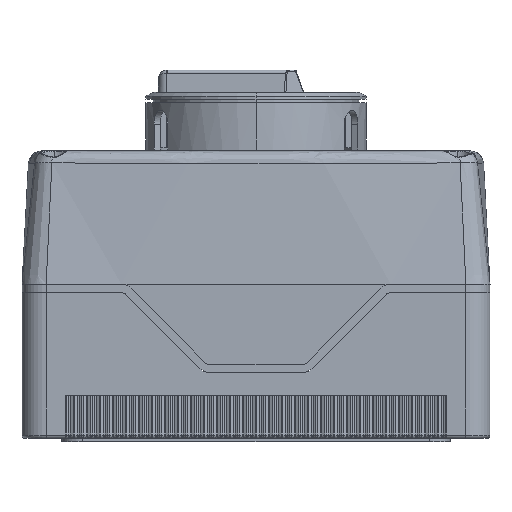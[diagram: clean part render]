
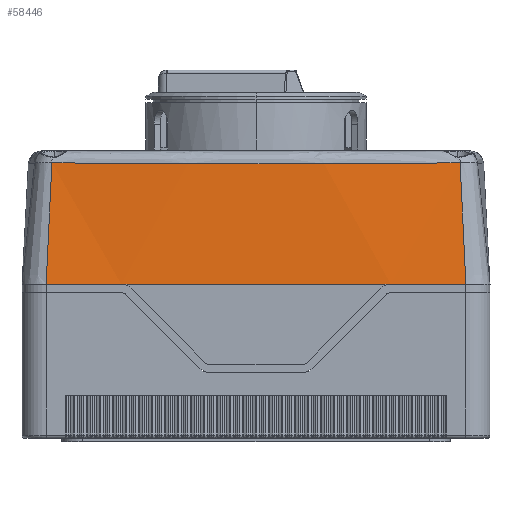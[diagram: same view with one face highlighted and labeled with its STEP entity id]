
A CAD part, left-side view. The second image highlights one B-rep face of the part: STEP entity #58446.
In plain terms, the highlighted free-form (B-spline) face has degree [3, 3] with [6, 4] control points.
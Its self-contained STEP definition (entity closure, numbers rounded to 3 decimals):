
#1048=CARTESIAN_POINT('',(-40.889,59.045,62.795));
#1106=CARTESIAN_POINT('',(-40.889,-59.042,
62.795));
#1702=CARTESIAN_POINT('',(-40.889,-59.042,
62.795));
#1703=CARTESIAN_POINT('',(-41.108,-59.175,
61.029));
#1704=CARTESIAN_POINT('',(-41.776,-59.523,
55.639));
#1705=CARTESIAN_POINT('',(-42.895,-59.86,
46.591));
#1706=CARTESIAN_POINT('',(-43.987,-60.141,
37.488));
#1707=CARTESIAN_POINT('',(-44.726,-60.47,
31.188));
#1708=CARTESIAN_POINT('',(-45.036,-60.665,
28.527));
#1709=CARTESIAN_POINT('',(-45.135,-60.731,
27.677));
#1714=CARTESIAN_POINT('',(-45.135,-60.731,
27.677));
#1715=CARTESIAN_POINT('',(-45.135,-53.478,
27.677));
#1716=CARTESIAN_POINT('',(-45.135,-46.225,
27.677));
#1717=CARTESIAN_POINT('',(-45.135,-38.972,
27.677));
#1722=CARTESIAN_POINT('',(-45.135,-38.972,
27.677));
#1723=CARTESIAN_POINT('',(-45.135,-38.418,
27.677));
#1724=CARTESIAN_POINT('',(-45.135,-37.864,
27.677));
#1725=CARTESIAN_POINT('',(-45.135,-37.311,
27.677));
#1730=CARTESIAN_POINT('',(-45.135,-37.311,
27.677));
#1731=CARTESIAN_POINT('',(-45.135,-12.436,
27.678));
#1732=CARTESIAN_POINT('',(-45.135,12.438,27.678));
#1733=CARTESIAN_POINT('',(-45.135,37.313,27.677));
#1738=CARTESIAN_POINT('',(-45.135,37.313,27.677));
#1739=CARTESIAN_POINT('',(-45.135,37.867,27.677));
#1740=CARTESIAN_POINT('',(-45.135,38.421,27.677));
#1741=CARTESIAN_POINT('',(-45.135,38.974,27.677));
#1746=CARTESIAN_POINT('',(-45.135,38.974,27.677));
#1747=CARTESIAN_POINT('',(-45.135,46.228,27.677));
#1748=CARTESIAN_POINT('',(-45.135,53.481,27.677));
#1749=CARTESIAN_POINT('',(-45.135,60.734,27.677));
#1754=CARTESIAN_POINT('',(-45.135,60.734,27.677));
#1755=CARTESIAN_POINT('',(-45.036,60.667,28.527));
#1756=CARTESIAN_POINT('',(-44.726,60.473,31.188));
#1757=CARTESIAN_POINT('',(-43.987,60.147,37.487));
#1758=CARTESIAN_POINT('',(-42.895,59.867,46.59));
#1759=CARTESIAN_POINT('',(-41.776,59.529,55.638));
#1760=CARTESIAN_POINT('',(-41.107,59.179,61.029));
#1761=CARTESIAN_POINT('',(-40.889,59.045,62.795));
#1766=CARTESIAN_POINT('',(-40.889,59.045,62.795));
#1767=CARTESIAN_POINT('',(-41.704,49.225,62.695));
#1768=CARTESIAN_POINT('',(-42.911,29.559,62.542));
#1769=CARTESIAN_POINT('',(-43.51,0.003,
62.465));
#1770=CARTESIAN_POINT('',(-42.911,-29.553,
62.542));
#1771=CARTESIAN_POINT('',(-41.704,-49.22,
62.695));
#1772=CARTESIAN_POINT('',(-40.889,-59.042,
62.795));
#48544=VERTEX_POINT('',#1048);
#48547=VERTEX_POINT('',#1106);
#48591=VERTEX_POINT('',#1754);
#48592=VERTEX_POINT('',#1709);
#48593=VERTEX_POINT('',#1717);
#48594=VERTEX_POINT('',#1725);
#48595=VERTEX_POINT('',#1733);
#48596=VERTEX_POINT('',#1741);
#58405=CARTESIAN_POINT('',(-45.224,65.453,
26.975));
#58406=CARTESIAN_POINT('',(-43.684,64.076,
39.149));
#58407=CARTESIAN_POINT('',(-42.144,62.699,
51.323));
#58408=CARTESIAN_POINT('',(-40.604,61.322,
63.498));
#58409=CARTESIAN_POINT('',(-45.222,64.614,
26.975));
#58410=CARTESIAN_POINT('',(-43.706,63.255,
39.149));
#58411=CARTESIAN_POINT('',(-42.189,61.896,
51.323));
#58412=CARTESIAN_POINT('',(-40.672,60.538,
63.498));
#58413=CARTESIAN_POINT('',(-45.156,21.819,
26.975));
#58414=CARTESIAN_POINT('',(-44.795,21.392,
39.149));
#58415=CARTESIAN_POINT('',(-44.434,20.965,
51.323));
#58416=CARTESIAN_POINT('',(-44.074,20.538,
63.498));
#58417=CARTESIAN_POINT('',(-45.156,-21.815,
26.975));
#58418=CARTESIAN_POINT('',(-44.795,-21.388,
39.149));
#58419=CARTESIAN_POINT('',(-44.434,-20.961,
51.323));
#58420=CARTESIAN_POINT('',(-44.074,-20.534,
63.498));
#58421=CARTESIAN_POINT('',(-45.222,-64.611,
26.975));
#58422=CARTESIAN_POINT('',(-43.706,-63.252,
39.149));
#58423=CARTESIAN_POINT('',(-42.189,-61.893,
51.323));
#58424=CARTESIAN_POINT('',(-40.672,-60.534,
63.498));
#58425=CARTESIAN_POINT('',(-45.224,-65.45,
26.975));
#58426=CARTESIAN_POINT('',(-43.684,-64.072,
39.149));
#58427=CARTESIAN_POINT('',(-42.144,-62.695,
51.323));
#58428=CARTESIAN_POINT('',(-40.604,-61.318,
63.498));
#58429=B_SPLINE_SURFACE_WITH_KNOTS('',3,3,((#58405,#58406,#58407,#58408),
(#58409,#58410,#58411,#58412),(#58413,#58414,#58415,#58416),(#58417,#58418,
#58419,#58420),(#58421,#58422,#58423,#58424),(#58425,#58426,#58427,#58428)),
.UNSPECIFIED.,.F.,.F.,.F.,(4,1,1,4),(4,4),(-0.02,0.,1.,1.02),(
0.,1.),.UNSPECIFIED.);
#58431=ORIENTED_EDGE('',*,*,#58430,.T.);
#58433=ORIENTED_EDGE('',*,*,#58432,.T.);
#58435=ORIENTED_EDGE('',*,*,#58434,.T.);
#58437=ORIENTED_EDGE('',*,*,#58436,.T.);
#58439=ORIENTED_EDGE('',*,*,#58438,.T.);
#58441=ORIENTED_EDGE('',*,*,#58440,.T.);
#58442=ORIENTED_EDGE('',*,*,#58395,.T.);
#58443=ORIENTED_EDGE('',*,*,#56417,.T.);
#58444=EDGE_LOOP('',(#58431,#58433,#58435,#58437,#58439,#58441,#58442,#58443));
#58445=FACE_OUTER_BOUND('',#58444,.F.);
#1710=B_SPLINE_CURVE_WITH_KNOTS('',3,(#1702,#1703,#1704,#1705,#1706,#1707,#1708,
#1709),.UNSPECIFIED.,.F.,.F.,(4,1,1,1,1,4),(0.,0.152,
0.462,0.772,0.927,1.),.UNSPECIFIED.);
#1718=B_SPLINE_CURVE_WITH_KNOTS('',3,(#1714,#1715,#1716,#1717),.UNSPECIFIED.,
.F.,.F.,(4,4),(0.,1.),.UNSPECIFIED.);
#1726=B_SPLINE_CURVE_WITH_KNOTS('',3,(#1722,#1723,#1724,#1725),.UNSPECIFIED.,
.F.,.F.,(4,4),(0.,1.),.UNSPECIFIED.);
#1734=B_SPLINE_CURVE_WITH_KNOTS('',3,(#1730,#1731,#1732,#1733),.UNSPECIFIED.,
.F.,.F.,(4,4),(0.,1.),.UNSPECIFIED.);
#1742=B_SPLINE_CURVE_WITH_KNOTS('',3,(#1738,#1739,#1740,#1741),.UNSPECIFIED.,
.F.,.F.,(4,4),(0.,1.),.UNSPECIFIED.);
#1750=B_SPLINE_CURVE_WITH_KNOTS('',3,(#1746,#1747,#1748,#1749),.UNSPECIFIED.,
.F.,.F.,(4,4),(0.,1.),.UNSPECIFIED.);
#1762=B_SPLINE_CURVE_WITH_KNOTS('',3,(#1754,#1755,#1756,#1757,#1758,#1759,#1760,
#1761),.UNSPECIFIED.,.F.,.F.,(4,1,1,1,1,4),(0.,0.073,
0.228,0.538,0.848,1.),.UNSPECIFIED.);
#1773=B_SPLINE_CURVE_WITH_KNOTS('',3,(#1766,#1767,#1768,#1769,#1770,#1771,
#1772),.UNSPECIFIED.,.F.,.F.,(4,1,1,1,4),(0.,0.25,
0.5,0.75,1.),.UNSPECIFIED.);
#56417=EDGE_CURVE('',#48544,#48547,#1773,.T.);
#58395=EDGE_CURVE('',#48591,#48544,#1762,.T.);
#58430=EDGE_CURVE('',#48547,#48592,#1710,.T.);
#58432=EDGE_CURVE('',#48592,#48593,#1718,.T.);
#58434=EDGE_CURVE('',#48593,#48594,#1726,.T.);
#58436=EDGE_CURVE('',#48594,#48595,#1734,.T.);
#58438=EDGE_CURVE('',#48595,#48596,#1742,.T.);
#58440=EDGE_CURVE('',#48596,#48591,#1750,.T.);
#58446=ADVANCED_FACE('',(#58445),#58429,.T.);
